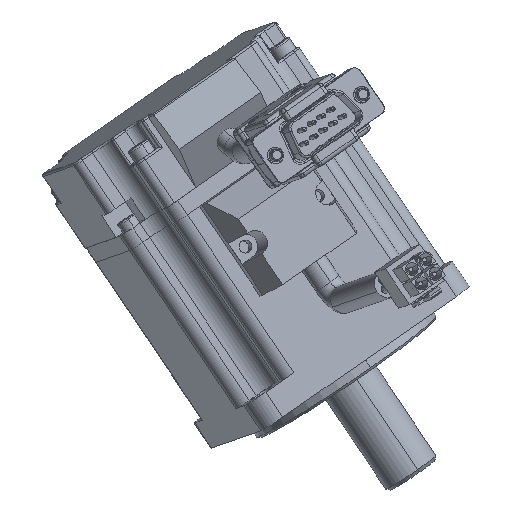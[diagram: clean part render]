
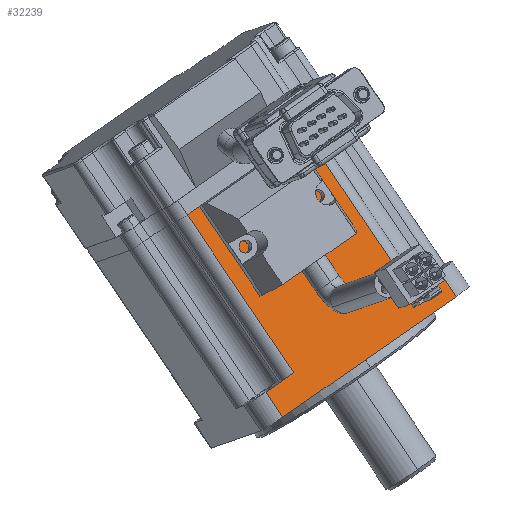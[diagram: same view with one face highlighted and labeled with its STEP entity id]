
A CAD part, front view. The second image highlights one B-rep face of the part: STEP entity #32239.
In plain terms, the highlighted face is planar.
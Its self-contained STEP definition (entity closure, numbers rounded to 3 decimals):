
#262 = VECTOR ( 'NONE', #21267, 1000. ) ;
#1312 = CARTESIAN_POINT ( 'NONE',  ( 30., 30., 7. ) ) ;
#2412 = LINE ( 'NONE', #37470, #2936 ) ;
#2456 = VECTOR ( 'NONE', #33603, 1000. ) ;
#2936 = VECTOR ( 'NONE', #54292, 1000. ) ;
#3673 = LINE ( 'NONE', #32784, #2456 ) ;
#4769 = AXIS2_PLACEMENT_3D ( 'NONE', #37779, #11808, #11253 ) ;
#4898 = VECTOR ( 'NONE', #23745, 1000. ) ;
#4944 = DIRECTION ( 'NONE',  ( 0., 1., 0. ) ) ;
#6266 = CARTESIAN_POINT ( 'NONE',  ( 30., -17., 51. ) ) ;
#6522 = ORIENTED_EDGE ( 'NONE', *, *, #41095, .T. ) ;
#6553 = LINE ( 'NONE', #40489, #52846 ) ;
#10202 = VERTEX_POINT ( 'NONE', #29950 ) ;
#11253 = DIRECTION ( 'NONE',  ( 0., -1., 0. ) ) ;
#11788 = CARTESIAN_POINT ( 'NONE',  ( 30., -25., 0. ) ) ;
#11808 = DIRECTION ( 'NONE',  ( -1., 0., 0. ) ) ;
#14990 = CARTESIAN_POINT ( 'NONE',  ( 30., -25., 7. ) ) ;
#17910 = VECTOR ( 'NONE', #25142, 1000. ) ;
#18665 = LINE ( 'NONE', #30767, #53481 ) ;
#18785 = EDGE_CURVE ( 'NONE', #45948, #24349, #18665, .T. ) ;
#19365 = ORIENTED_EDGE ( 'NONE', *, *, #36723, .T. ) ;
#20291 = FACE_OUTER_BOUND ( 'NONE', #42923, .T. ) ;
#21267 = DIRECTION ( 'NONE',  ( 0., 0., 1. ) ) ;
#21331 = ORIENTED_EDGE ( 'NONE', *, *, #25963, .T. ) ;
#22918 = ORIENTED_EDGE ( 'NONE', *, *, #33052, .F. ) ;
#23088 = VERTEX_POINT ( 'NONE', #11788 ) ;
#23745 = DIRECTION ( 'NONE',  ( 0., 1., 0. ) ) ;
#24349 = VERTEX_POINT ( 'NONE', #42274 ) ;
#25142 = DIRECTION ( 'NONE',  ( 0., 1., 0. ) ) ;
#25422 = VERTEX_POINT ( 'NONE', #29318 ) ;
#25963 = EDGE_CURVE ( 'NONE', #24349, #53633, #3673, .T. ) ;
#26942 = DIRECTION ( 'NONE',  ( 0., 0., -1. ) ) ;
#27943 = ORIENTED_EDGE ( 'NONE', *, *, #18785, .T. ) ;
#29318 = CARTESIAN_POINT ( 'NONE',  ( 30., -17., 7. ) ) ;
#29950 = CARTESIAN_POINT ( 'NONE',  ( 30., 25., 7. ) ) ;
#30767 = CARTESIAN_POINT ( 'NONE',  ( 30., 17., 51. ) ) ;
#32239 = ADVANCED_FACE ( 'NONE', ( #20291 ), #50613, .F. ) ;
#32440 = EDGE_CURVE ( 'NONE', #51980, #10202, #36886, .T. ) ;
#32784 = CARTESIAN_POINT ( 'NONE',  ( 30., 20., 51. ) ) ;
#33023 = ORIENTED_EDGE ( 'NONE', *, *, #32440, .T. ) ;
#33052 = EDGE_CURVE ( 'NONE', #37727, #25422, #40107, .T. ) ;
#33603 = DIRECTION ( 'NONE',  ( 0., -1., 0. ) ) ;
#34448 = VECTOR ( 'NONE', #4944, 1000. ) ;
#35262 = DIRECTION ( 'NONE',  ( 0., 0., 1. ) ) ;
#36117 = CARTESIAN_POINT ( 'NONE',  ( 30., 25., 0. ) ) ;
#36723 = EDGE_CURVE ( 'NONE', #23088, #51980, #51695, .T. ) ;
#36886 = LINE ( 'NONE', #37170, #262 ) ;
#37170 = CARTESIAN_POINT ( 'NONE',  ( 30., 25., 7. ) ) ;
#37470 = CARTESIAN_POINT ( 'NONE',  ( 30., -17., 7. ) ) ;
#37727 = VERTEX_POINT ( 'NONE', #14990 ) ;
#37779 = CARTESIAN_POINT ( 'NONE',  ( 30., 30., 7. ) ) ;
#40107 = LINE ( 'NONE', #1312, #4898 ) ;
#40489 = CARTESIAN_POINT ( 'NONE',  ( 30., -25., 7. ) ) ;
#41095 = EDGE_CURVE ( 'NONE', #53633, #25422, #2412, .T. ) ;
#42274 = CARTESIAN_POINT ( 'NONE',  ( 30., 17., 51. ) ) ;
#42923 = EDGE_LOOP ( 'NONE', ( #19365, #33023, #53846, #27943, #21331, #6522, #22918, #48989 ) ) ;
#43717 = CARTESIAN_POINT ( 'NONE',  ( 30., 30., 0. ) ) ;
#45948 = VERTEX_POINT ( 'NONE', #54976 ) ;
#47212 = CARTESIAN_POINT ( 'NONE',  ( 30., 30., 7. ) ) ;
#48989 = ORIENTED_EDGE ( 'NONE', *, *, #53586, .T. ) ;
#50613 = PLANE ( 'NONE',  #4769 ) ;
#51695 = LINE ( 'NONE', #43717, #34448 ) ;
#51980 = VERTEX_POINT ( 'NONE', #36117 ) ;
#52846 = VECTOR ( 'NONE', #26942, 1000. ) ;
#52856 = EDGE_CURVE ( 'NONE', #45948, #10202, #55991, .T. ) ;
#53481 = VECTOR ( 'NONE', #35262, 1000. ) ;
#53586 = EDGE_CURVE ( 'NONE', #37727, #23088, #6553, .T. ) ;
#53633 = VERTEX_POINT ( 'NONE', #6266 ) ;
#53846 = ORIENTED_EDGE ( 'NONE', *, *, #52856, .F. ) ;
#54292 = DIRECTION ( 'NONE',  ( 0., 0., -1. ) ) ;
#54976 = CARTESIAN_POINT ( 'NONE',  ( 30., 17., 7. ) ) ;
#55991 = LINE ( 'NONE', #47212, #17910 ) ;
